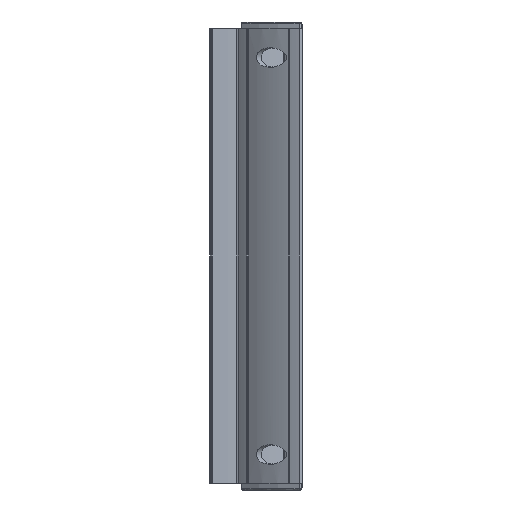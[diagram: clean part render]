
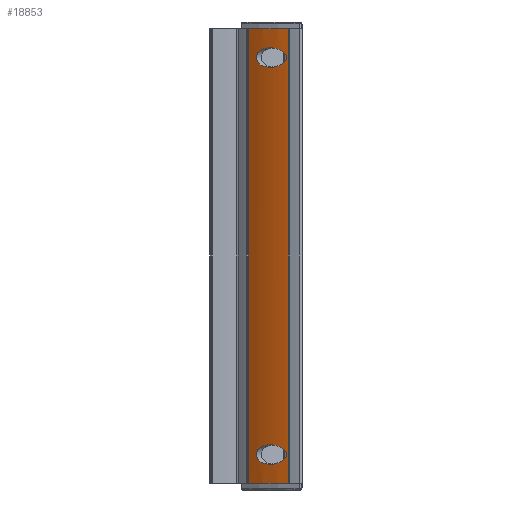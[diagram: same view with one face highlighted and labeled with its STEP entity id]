
A CAD part, left-side view. The second image highlights one B-rep face of the part: STEP entity #18853.
In plain terms, the highlighted cylindrical face has radius 78 mm (diameter 156 mm), a partial arc.
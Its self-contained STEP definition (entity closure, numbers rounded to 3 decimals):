
#16957=CARTESIAN_POINT('',(-96.283,-8.762,-86.7));
#16958=VERTEX_POINT('',#16957);
#16959=CARTESIAN_POINT('',(-96.283,-8.762,-86.7));
#16960=CARTESIAN_POINT('',(-96.283,-8.762,-86.44));
#16961=CARTESIAN_POINT('',(-96.307,-8.793,-86.178));
#16962=CARTESIAN_POINT('',(-96.402,-8.912,-85.67));
#16963=CARTESIAN_POINT('',(-96.472,-9.,-85.423));
#16964=CARTESIAN_POINT('',(-96.735,-9.335,-84.729));
#16965=CARTESIAN_POINT('',(-96.984,-9.653,-84.328));
#16966=CARTESIAN_POINT('',(-97.703,-10.594,-83.445));
#16967=CARTESIAN_POINT('',(-98.268,-11.354,-83.049));
#16968=CARTESIAN_POINT('',(-99.421,-12.976,-82.55));
#16969=CARTESIAN_POINT('',(-100.009,-13.839,-82.45));
#16970=CARTESIAN_POINT('',(-101.129,-15.55,-82.45));
#16971=CARTESIAN_POINT('',(-101.756,-16.553,-82.579));
#16972=CARTESIAN_POINT('',(-102.922,-18.517,-83.127));
#16973=CARTESIAN_POINT('',(-103.463,-19.48,-83.538));
#16974=CARTESIAN_POINT('',(-104.125,-20.706,-84.399));
#16975=CARTESIAN_POINT('',(-104.347,-21.129,-84.769));
#16976=CARTESIAN_POINT('',(-104.594,-21.604,-85.425));
#16977=CARTESIAN_POINT('',(-104.662,-21.736,-85.661));
#16978=CARTESIAN_POINT('',(-104.756,-21.921,-86.16));
#16979=CARTESIAN_POINT('',(-104.783,-21.973,-86.425));
#16980=CARTESIAN_POINT('',(-104.783,-21.973,-86.975));
#16981=CARTESIAN_POINT('',(-104.756,-21.921,-87.24));
#16982=CARTESIAN_POINT('',(-104.662,-21.736,-87.739));
#16983=CARTESIAN_POINT('',(-104.594,-21.604,-87.975));
#16984=CARTESIAN_POINT('',(-104.347,-21.129,-88.631));
#16985=CARTESIAN_POINT('',(-104.125,-20.706,-89.001));
#16986=CARTESIAN_POINT('',(-103.463,-19.48,-89.862));
#16987=CARTESIAN_POINT('',(-102.922,-18.517,-90.273));
#16988=CARTESIAN_POINT('',(-101.756,-16.553,-90.821));
#16989=CARTESIAN_POINT('',(-101.129,-15.55,-90.95));
#16990=CARTESIAN_POINT('',(-100.009,-13.839,-90.95));
#16991=CARTESIAN_POINT('',(-99.421,-12.976,-90.85));
#16992=CARTESIAN_POINT('',(-98.268,-11.354,-90.351));
#16993=CARTESIAN_POINT('',(-97.703,-10.594,-89.955));
#16994=CARTESIAN_POINT('',(-96.984,-9.653,-89.072));
#16995=CARTESIAN_POINT('',(-96.735,-9.335,-88.671));
#16996=CARTESIAN_POINT('',(-96.472,-9.,-87.977));
#16997=CARTESIAN_POINT('',(-96.402,-8.912,-87.73));
#16998=CARTESIAN_POINT('',(-96.307,-8.793,-87.222));
#16999=CARTESIAN_POINT('',(-96.283,-8.762,-86.96));
#17000=CARTESIAN_POINT('',(-96.283,-8.762,-86.7));
#17001=B_SPLINE_CURVE_WITH_KNOTS('',3,(#16959,#16960,#16961,#16962,#16963,#16964,#16965,#16966,#16967,#16968,#16969,#16970,#16971,#16972,#16973,#16974,#16975,#16976,#16977,#16978,#16979,#16980,#16981,#16982,#16983,#16984,#16985,#16986,#16987,#16988,#16989,#16990,#16991,#16992,#16993,#16994,#16995,#16996,#16997,#16998,#16999,#17000),.UNSPECIFIED.,.T.,.U.,(4,2,2,2,2,2,2,2,2,2,2,2,2,2,2,2,2,2,2,2,4),(0.0,0.078,0.156,0.312,0.599,0.886,1.213,1.539,1.704,1.787,1.869,1.952,2.035,2.2,2.526,2.853,3.14,3.427,3.583,3.661,3.739),.UNSPECIFIED.);
#17002=EDGE_CURVE('',#16958,#16958,#17001,.T.);
#17061=CARTESIAN_POINT('',(-96.283,-8.762,86.7));
#17062=VERTEX_POINT('',#17061);
#17063=CARTESIAN_POINT('',(-96.283,-8.762,86.7));
#17064=CARTESIAN_POINT('',(-96.283,-8.762,86.96));
#17065=CARTESIAN_POINT('',(-96.307,-8.793,87.222));
#17066=CARTESIAN_POINT('',(-96.402,-8.912,87.73));
#17067=CARTESIAN_POINT('',(-96.472,-9.,87.977));
#17068=CARTESIAN_POINT('',(-96.735,-9.335,88.671));
#17069=CARTESIAN_POINT('',(-96.984,-9.653,89.072));
#17070=CARTESIAN_POINT('',(-97.703,-10.594,89.955));
#17071=CARTESIAN_POINT('',(-98.268,-11.354,90.351));
#17072=CARTESIAN_POINT('',(-99.421,-12.976,90.85));
#17073=CARTESIAN_POINT('',(-100.009,-13.839,90.95));
#17074=CARTESIAN_POINT('',(-101.129,-15.55,90.95));
#17075=CARTESIAN_POINT('',(-101.756,-16.553,90.821));
#17076=CARTESIAN_POINT('',(-102.922,-18.517,90.273));
#17077=CARTESIAN_POINT('',(-103.463,-19.48,89.862));
#17078=CARTESIAN_POINT('',(-104.125,-20.706,89.001));
#17079=CARTESIAN_POINT('',(-104.347,-21.129,88.631));
#17080=CARTESIAN_POINT('',(-104.594,-21.604,87.975));
#17081=CARTESIAN_POINT('',(-104.662,-21.736,87.739));
#17082=CARTESIAN_POINT('',(-104.756,-21.921,87.24));
#17083=CARTESIAN_POINT('',(-104.783,-21.973,86.975));
#17084=CARTESIAN_POINT('',(-104.783,-21.973,86.425));
#17085=CARTESIAN_POINT('',(-104.756,-21.921,86.16));
#17086=CARTESIAN_POINT('',(-104.662,-21.736,85.661));
#17087=CARTESIAN_POINT('',(-104.594,-21.604,85.425));
#17088=CARTESIAN_POINT('',(-104.347,-21.129,84.769));
#17089=CARTESIAN_POINT('',(-104.125,-20.706,84.399));
#17090=CARTESIAN_POINT('',(-103.463,-19.48,83.538));
#17091=CARTESIAN_POINT('',(-102.922,-18.517,83.127));
#17092=CARTESIAN_POINT('',(-101.756,-16.553,82.579));
#17093=CARTESIAN_POINT('',(-101.129,-15.55,82.45));
#17094=CARTESIAN_POINT('',(-100.009,-13.839,82.45));
#17095=CARTESIAN_POINT('',(-99.421,-12.976,82.55));
#17096=CARTESIAN_POINT('',(-98.268,-11.354,83.049));
#17097=CARTESIAN_POINT('',(-97.703,-10.594,83.445));
#17098=CARTESIAN_POINT('',(-96.984,-9.653,84.328));
#17099=CARTESIAN_POINT('',(-96.735,-9.335,84.729));
#17100=CARTESIAN_POINT('',(-96.472,-9.,85.423));
#17101=CARTESIAN_POINT('',(-96.402,-8.912,85.67));
#17102=CARTESIAN_POINT('',(-96.307,-8.793,86.178));
#17103=CARTESIAN_POINT('',(-96.283,-8.762,86.44));
#17104=CARTESIAN_POINT('',(-96.283,-8.762,86.7));
#17105=B_SPLINE_CURVE_WITH_KNOTS('',3,(#17063,#17064,#17065,#17066,#17067,#17068,#17069,#17070,#17071,#17072,#17073,#17074,#17075,#17076,#17077,#17078,#17079,#17080,#17081,#17082,#17083,#17084,#17085,#17086,#17087,#17088,#17089,#17090,#17091,#17092,#17093,#17094,#17095,#17096,#17097,#17098,#17099,#17100,#17101,#17102,#17103,#17104),.UNSPECIFIED.,.T.,.U.,(4,2,2,2,2,2,2,2,2,2,2,2,2,2,2,2,2,2,2,2,4),(0.0,0.078,0.156,0.312,0.599,0.886,1.213,1.539,1.704,1.787,1.869,1.952,2.035,2.2,2.526,2.853,3.14,3.427,3.583,3.661,3.739),.UNSPECIFIED.);
#17106=EDGE_CURVE('',#17062,#17062,#17105,.T.);
#17226=CARTESIAN_POINT('',(-106.187,-24.879,-99.2));
#17227=VERTEX_POINT('',#17226);
#17235=CARTESIAN_POINT('',(-93.148,-5.068,-99.2));
#17236=VERTEX_POINT('',#17235);
#17237=CARTESIAN_POINT('',(-35.271,-57.358,-99.2));
#17238=DIRECTION('',(0.0,0.0,1.0));
#17239=DIRECTION('',(0.735,-0.678,0.0));
#17240=AXIS2_PLACEMENT_3D('',#17237,#17238,#17239);
#17241=CIRCLE('',#17240,78.);
#17242=EDGE_CURVE('',#17236,#17227,#17241,.T.);
#18008=CARTESIAN_POINT('',(-93.148,-5.068,99.2));
#18009=VERTEX_POINT('',#18008);
#18017=CARTESIAN_POINT('',(-106.187,-24.879,99.2));
#18018=VERTEX_POINT('',#18017);
#18019=CARTESIAN_POINT('',(-35.271,-57.358,99.2));
#18020=DIRECTION('',(0.0,0.0,-1.0));
#18021=DIRECTION('',(0.735,-0.678,0.0));
#18022=AXIS2_PLACEMENT_3D('',#18019,#18020,#18021);
#18023=CIRCLE('',#18022,78.);
#18024=EDGE_CURVE('',#18018,#18009,#18023,.T.);
#18822=CARTESIAN_POINT('',(-106.187,-24.879,99.2));
#18823=DIRECTION('',(0.0,0.0,-1.0));
#18824=VECTOR('',#18823,198.4);
#18825=LINE('',#18822,#18824);
#18826=EDGE_CURVE('',#18018,#17227,#18825,.T.);
#18831=CARTESIAN_POINT('',(-35.271,-57.358,500.0));
#18832=DIRECTION('',(0.0,0.0,-1.0));
#18833=DIRECTION('',(0.735,-0.678,0.0));
#18834=AXIS2_PLACEMENT_3D('',#18831,#18832,#18833);
#18835=CYLINDRICAL_SURFACE('',#18834,78.);
#18836=ORIENTED_EDGE('',*,*,#17242,.T.);
#18837=ORIENTED_EDGE('',*,*,#18826,.F.);
#18838=ORIENTED_EDGE('',*,*,#18024,.T.);
#18839=CARTESIAN_POINT('',(-93.148,-5.068,-99.2));
#18840=DIRECTION('',(0.0,0.0,1.0));
#18841=VECTOR('',#18840,198.4);
#18842=LINE('',#18839,#18841);
#18843=EDGE_CURVE('',#17236,#18009,#18842,.T.);
#18844=ORIENTED_EDGE('',*,*,#18843,.F.);
#18845=EDGE_LOOP('',(#18836,#18837,#18838,#18844));
#18846=FACE_OUTER_BOUND('',#18845,.T.);
#18847=ORIENTED_EDGE('',*,*,#17002,.T.);
#18848=EDGE_LOOP('',(#18847));
#18849=FACE_BOUND('',#18848,.T.);
#18850=ORIENTED_EDGE('',*,*,#17106,.T.);
#18851=EDGE_LOOP('',(#18850));
#18852=FACE_BOUND('',#18851,.T.);
#18853=ADVANCED_FACE('',(#18846,#18849,#18852),#18835,.T.);
